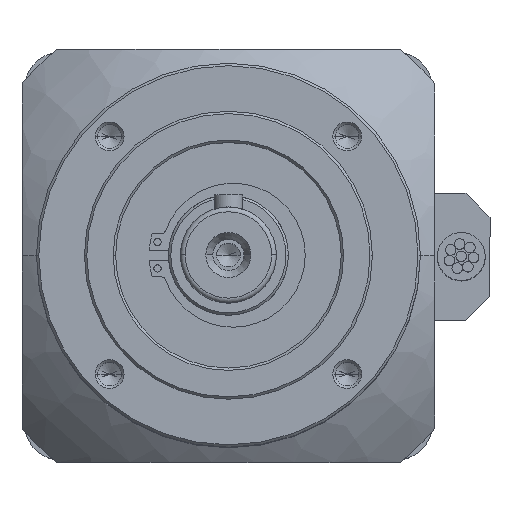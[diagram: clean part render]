
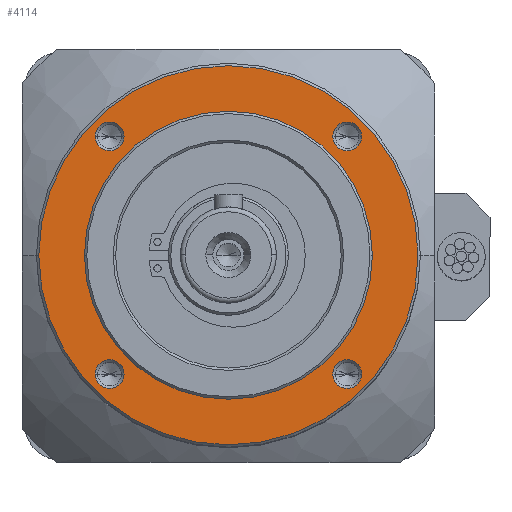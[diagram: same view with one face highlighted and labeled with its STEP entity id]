
A CAD part, top view. The second image highlights one B-rep face of the part: STEP entity #4114.
In plain terms, the highlighted planar face has unit normal (0, 0, 1).
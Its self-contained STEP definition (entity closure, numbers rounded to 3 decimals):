
#233 = ORIENTED_EDGE ( 'NONE', *, *, #6947, .T. ) ;
#242 = ORIENTED_EDGE ( 'NONE', *, *, #3217, .T. ) ;
#260 = ORIENTED_EDGE ( 'NONE', *, *, #6951, .T. ) ;
#274 = ORIENTED_EDGE ( 'NONE', *, *, #3220, .F. ) ;
#278 = ORIENTED_EDGE ( 'NONE', *, *, #6939, .F. ) ;
#287 = ORIENTED_EDGE ( 'NONE', *, *, #3214, .T. ) ;
#292 = ORIENTED_EDGE ( 'NONE', *, *, #6963, .T. ) ;
#293 = ORIENTED_EDGE ( 'NONE', *, *, #3215, .T. ) ;
#295 = ORIENTED_EDGE ( 'NONE', *, *, #6959, .T. ) ;
#297 = ORIENTED_EDGE ( 'NONE', *, *, #3218, .T. ) ;
#298 = ORIENTED_EDGE ( 'NONE', *, *, #3216, .T. ) ;
#305 = ORIENTED_EDGE ( 'NONE', *, *, #6955, .T. ) ;
#400 = CIRCLE ( 'NONE', #401, 30. ) ;
#401 = AXIS2_PLACEMENT_3D ( 'NONE', #5350, #5351, #5352 ) ;
#402 = CIRCLE ( 'NONE', #403, 3. ) ;
#403 = AXIS2_PLACEMENT_3D ( 'NONE', #5353, #5354, #5355 ) ;
#404 = CIRCLE ( 'NONE', #405, 3. ) ;
#405 = AXIS2_PLACEMENT_3D ( 'NONE', #5356, #5357, #5358 ) ;
#406 = CIRCLE ( 'NONE', #407, 3. ) ;
#407 = AXIS2_PLACEMENT_3D ( 'NONE', #5359, #5360, #5361 ) ;
#408 = CIRCLE ( 'NONE', #409, 3. ) ;
#409 = AXIS2_PLACEMENT_3D ( 'NONE', #5362, #5363, #5364 ) ;
#412 = CIRCLE ( 'NONE', #413, 39.5 ) ;
#413 = AXIS2_PLACEMENT_3D ( 'NONE', #5368, #5369, #5370 ) ;
#802 = PLANE ( 'NONE',  #4199 ) ;
#803 = CARTESIAN_POINT ( 'NONE',  ( -40.29, -39.5, 229.5 ) ) ;
#804 = DIRECTION ( 'NONE',  ( 0., 0., 1. ) ) ;
#805 = DIRECTION ( 'NONE',  ( 1., 0., 0. ) ) ;
#1488 = CARTESIAN_POINT ( 'NONE',  ( 0., 0., 229.5 ) ) ;
#1489 = DIRECTION ( 'NONE',  ( 0., 0., -1. ) ) ;
#1490 = DIRECTION ( 'NONE',  ( -1., 0., 0. ) ) ;
#1508 = CARTESIAN_POINT ( 'NONE',  ( 24.749, -24.749, 229.5 ) ) ;
#1509 = DIRECTION ( 'NONE',  ( 0., 0., -1. ) ) ;
#1510 = DIRECTION ( 'NONE',  ( 1., 0., 0. ) ) ;
#1518 = CARTESIAN_POINT ( 'NONE',  ( -24.749, -24.749, 229.5 ) ) ;
#1519 = DIRECTION ( 'NONE',  ( 0., 0., -1. ) ) ;
#1520 = DIRECTION ( 'NONE',  ( 1., 0., 0. ) ) ;
#1528 = CARTESIAN_POINT ( 'NONE',  ( -24.749, 24.749, 229.5 ) ) ;
#1529 = DIRECTION ( 'NONE',  ( 0., 0., -1. ) ) ;
#1530 = DIRECTION ( 'NONE',  ( 1., 0., 0. ) ) ;
#1785 = CARTESIAN_POINT ( 'NONE',  ( 24.749, 24.749, 229.5 ) ) ;
#1786 = DIRECTION ( 'NONE',  ( 0., 0., -1. ) ) ;
#1787 = DIRECTION ( 'NONE',  ( 1., 0., 0. ) ) ;
#1795 = CARTESIAN_POINT ( 'NONE',  ( 0., 0., 229.5 ) ) ;
#1796 = DIRECTION ( 'NONE',  ( 0., 0., -1. ) ) ;
#1797 = DIRECTION ( 'NONE',  ( -1., 0., 0. ) ) ;
#1942 = VERTEX_POINT ( 'NONE', #3904 ) ;
#1943 = VERTEX_POINT ( 'NONE', #3903 ) ;
#1946 = VERTEX_POINT ( 'NONE', #3900 ) ;
#1947 = VERTEX_POINT ( 'NONE', #3899 ) ;
#1950 = VERTEX_POINT ( 'NONE', #3896 ) ;
#1951 = VERTEX_POINT ( 'NONE', #3895 ) ;
#1954 = VERTEX_POINT ( 'NONE', #3892 ) ;
#1955 = VERTEX_POINT ( 'NONE', #3891 ) ;
#1958 = VERTEX_POINT ( 'NONE', #3888 ) ;
#1959 = VERTEX_POINT ( 'NONE', #3887 ) ;
#1966 = VERTEX_POINT ( 'NONE', #3880 ) ;
#1967 = VERTEX_POINT ( 'NONE', #3879 ) ;
#2482 = EDGE_LOOP ( 'NONE', ( #278, #274 ) ) ;
#2507 = EDGE_LOOP ( 'NONE', ( #292, #287 ) ) ;
#2543 = EDGE_LOOP ( 'NONE', ( #233, #297 ) ) ;
#2544 = EDGE_LOOP ( 'NONE', ( #305, #298 ) ) ;
#2545 = EDGE_LOOP ( 'NONE', ( #260, #242 ) ) ;
#2551 = EDGE_LOOP ( 'NONE', ( #295, #293 ) ) ;
#3214 = EDGE_CURVE ( 'NONE', #1943, #1942, #400, .T. ) ;
#3215 = EDGE_CURVE ( 'NONE', #1947, #1946, #402, .T. ) ;
#3216 = EDGE_CURVE ( 'NONE', #1951, #1950, #404, .T. ) ;
#3217 = EDGE_CURVE ( 'NONE', #1955, #1954, #406, .T. ) ;
#3218 = EDGE_CURVE ( 'NONE', #1959, #1958, #408, .T. ) ;
#3220 = EDGE_CURVE ( 'NONE', #1966, #1967, #412, .T. ) ;
#3879 = CARTESIAN_POINT ( 'NONE',  ( -39.5, 0., 229.5 ) ) ;
#3880 = CARTESIAN_POINT ( 'NONE',  ( 39.5, 0., 229.5 ) ) ;
#3887 = CARTESIAN_POINT ( 'NONE',  ( 21.749, -24.749, 229.5 ) ) ;
#3888 = CARTESIAN_POINT ( 'NONE',  ( 27.749, -24.749, 229.5 ) ) ;
#3891 = CARTESIAN_POINT ( 'NONE',  ( -27.749, -24.749, 229.5 ) ) ;
#3892 = CARTESIAN_POINT ( 'NONE',  ( -21.749, -24.749, 229.5 ) ) ;
#3895 = CARTESIAN_POINT ( 'NONE',  ( -27.749, 24.749, 229.5 ) ) ;
#3896 = CARTESIAN_POINT ( 'NONE',  ( -21.749, 24.749, 229.5 ) ) ;
#3899 = CARTESIAN_POINT ( 'NONE',  ( 21.749, 24.749, 229.5 ) ) ;
#3900 = CARTESIAN_POINT ( 'NONE',  ( 27.749, 24.749, 229.5 ) ) ;
#3903 = CARTESIAN_POINT ( 'NONE',  ( 30., 0., 229.5 ) ) ;
#3904 = CARTESIAN_POINT ( 'NONE',  ( -30., 0., 229.5 ) ) ;
#4114 = ADVANCED_FACE ( 'NONE', ( #4672, #4673, #4674, #4675, #4676, #4677 ), #802, .T. ) ;
#4199 = AXIS2_PLACEMENT_3D ( 'NONE', #803, #804, #805 ) ;
#4672 = FACE_BOUND ( 'NONE', #2543, .T. ) ;
#4673 = FACE_BOUND ( 'NONE', #2545, .T. ) ;
#4674 = FACE_BOUND ( 'NONE', #2544, .T. ) ;
#4675 = FACE_BOUND ( 'NONE', #2551, .T. ) ;
#4676 = FACE_BOUND ( 'NONE', #2507, .T. ) ;
#4677 = FACE_OUTER_BOUND ( 'NONE', #2482, .T. ) ;
#5350 = CARTESIAN_POINT ( 'NONE',  ( 0., 0., 229.5 ) ) ;
#5351 = DIRECTION ( 'NONE',  ( 0., 0., -1. ) ) ;
#5352 = DIRECTION ( 'NONE',  ( -1., 0., 0. ) ) ;
#5353 = CARTESIAN_POINT ( 'NONE',  ( 24.749, 24.749, 229.5 ) ) ;
#5354 = DIRECTION ( 'NONE',  ( 0., 0., -1. ) ) ;
#5355 = DIRECTION ( 'NONE',  ( 1., 0., 0. ) ) ;
#5356 = CARTESIAN_POINT ( 'NONE',  ( -24.749, 24.749, 229.5 ) ) ;
#5357 = DIRECTION ( 'NONE',  ( 0., 0., -1. ) ) ;
#5358 = DIRECTION ( 'NONE',  ( 1., 0., 0. ) ) ;
#5359 = CARTESIAN_POINT ( 'NONE',  ( -24.749, -24.749, 229.5 ) ) ;
#5360 = DIRECTION ( 'NONE',  ( 0., 0., -1. ) ) ;
#5361 = DIRECTION ( 'NONE',  ( 1., 0., 0. ) ) ;
#5362 = CARTESIAN_POINT ( 'NONE',  ( 24.749, -24.749, 229.5 ) ) ;
#5363 = DIRECTION ( 'NONE',  ( 0., 0., -1. ) ) ;
#5364 = DIRECTION ( 'NONE',  ( 1., 0., 0. ) ) ;
#5368 = CARTESIAN_POINT ( 'NONE',  ( 0., 0., 229.5 ) ) ;
#5369 = DIRECTION ( 'NONE',  ( 0., 0., -1. ) ) ;
#5370 = DIRECTION ( 'NONE',  ( -1., 0., 0. ) ) ;
#6165 = CIRCLE ( 'NONE', #6168, 39.5 ) ;
#6168 = AXIS2_PLACEMENT_3D ( 'NONE', #1488, #1489, #1490 ) ;
#6173 = CIRCLE ( 'NONE', #6180, 3. ) ;
#6179 = CIRCLE ( 'NONE', #6186, 3. ) ;
#6180 = AXIS2_PLACEMENT_3D ( 'NONE', #1508, #1509, #1510 ) ;
#6185 = CIRCLE ( 'NONE', #6192, 3. ) ;
#6186 = AXIS2_PLACEMENT_3D ( 'NONE', #1518, #1519, #1520 ) ;
#6191 = CIRCLE ( 'NONE', #6198, 3. ) ;
#6192 = AXIS2_PLACEMENT_3D ( 'NONE', #1528, #1529, #1530 ) ;
#6197 = CIRCLE ( 'NONE', #6204, 30. ) ;
#6198 = AXIS2_PLACEMENT_3D ( 'NONE', #1785, #1786, #1787 ) ;
#6204 = AXIS2_PLACEMENT_3D ( 'NONE', #1795, #1796, #1797 ) ;
#6939 = EDGE_CURVE ( 'NONE', #1967, #1966, #6165, .T. ) ;
#6947 = EDGE_CURVE ( 'NONE', #1958, #1959, #6173, .T. ) ;
#6951 = EDGE_CURVE ( 'NONE', #1954, #1955, #6179, .T. ) ;
#6955 = EDGE_CURVE ( 'NONE', #1950, #1951, #6185, .T. ) ;
#6959 = EDGE_CURVE ( 'NONE', #1946, #1947, #6191, .T. ) ;
#6963 = EDGE_CURVE ( 'NONE', #1942, #1943, #6197, .T. ) ;
